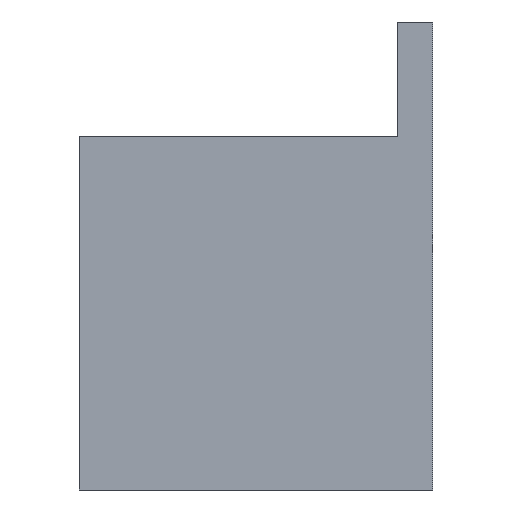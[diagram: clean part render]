
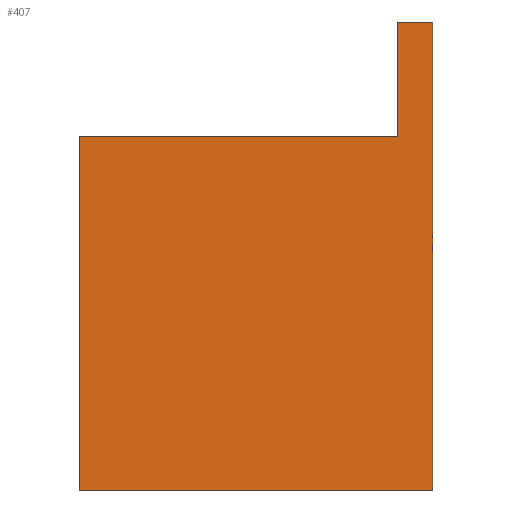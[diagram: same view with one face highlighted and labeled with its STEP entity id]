
A CAD part, left-side view. The second image highlights one B-rep face of the part: STEP entity #407.
In plain terms, the highlighted planar face has unit normal (-1, 0, 0).
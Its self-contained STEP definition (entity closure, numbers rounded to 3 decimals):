
#35=PLANE('',#462);
#55=FACE_OUTER_BOUND('',#82,.T.);
#82=EDGE_LOOP('',(#348,#349,#350,#351,#352,#353));
#107=LINE('',#633,#149);
#112=LINE('',#642,#154);
#115=LINE('',#648,#157);
#125=LINE('',#667,#167);
#126=LINE('',#670,#168);
#127=LINE('',#671,#169);
#149=VECTOR('',#526,10.);
#154=VECTOR('',#533,10.);
#157=VECTOR('',#538,10.);
#167=VECTOR('',#554,10.);
#168=VECTOR('',#557,10.);
#169=VECTOR('',#558,10.);
#207=VERTEX_POINT('',#629);
#209=VERTEX_POINT('',#632);
#211=VERTEX_POINT('',#638);
#214=VERTEX_POINT('',#646);
#220=VERTEX_POINT('',#665);
#221=VERTEX_POINT('',#669);
#251=EDGE_CURVE('',#207,#209,#107,.T.);
#256=EDGE_CURVE('',#209,#211,#112,.T.);
#259=EDGE_CURVE('',#214,#207,#115,.T.);
#269=EDGE_CURVE('',#220,#211,#125,.T.);
#270=EDGE_CURVE('',#221,#220,#126,.T.);
#271=EDGE_CURVE('',#221,#214,#127,.T.);
#348=ORIENTED_EDGE('',*,*,#270,.T.);
#349=ORIENTED_EDGE('',*,*,#269,.T.);
#350=ORIENTED_EDGE('',*,*,#256,.F.);
#351=ORIENTED_EDGE('',*,*,#251,.F.);
#352=ORIENTED_EDGE('',*,*,#259,.F.);
#353=ORIENTED_EDGE('',*,*,#271,.F.);
#407=ADVANCED_FACE('',(#55),#35,.T.);
#462=AXIS2_PLACEMENT_3D('',#668,#555,#556);
#526=DIRECTION('',(0.,0.,1.));
#533=DIRECTION('',(0.,-1.,0.));
#538=DIRECTION('',(0.,-1.,0.));
#554=DIRECTION('',(0.,0.,1.));
#555=DIRECTION('center_axis',(-1.,0.,0.));
#556=DIRECTION('ref_axis',(0.,-1.,0.));
#557=DIRECTION('',(0.,-1.,0.));
#558=DIRECTION('',(0.,0.,1.));
#629=CARTESIAN_POINT('',(-28.,4.,40.));
#632=CARTESIAN_POINT('',(-28.,4.,53.));
#633=CARTESIAN_POINT('',(-28.,4.,40.));
#638=CARTESIAN_POINT('',(-28.,0.,53.));
#642=CARTESIAN_POINT('',(-28.,4.,53.));
#646=CARTESIAN_POINT('',(-28.,40.,40.));
#648=CARTESIAN_POINT('',(-28.,40.,40.));
#665=CARTESIAN_POINT('',(-28.,0.,0.));
#667=CARTESIAN_POINT('',(-28.,0.,0.));
#668=CARTESIAN_POINT('Origin',(-28.,40.,0.));
#669=CARTESIAN_POINT('',(-28.,40.,0.));
#670=CARTESIAN_POINT('',(-28.,40.,0.));
#671=CARTESIAN_POINT('',(-28.,40.,0.));
